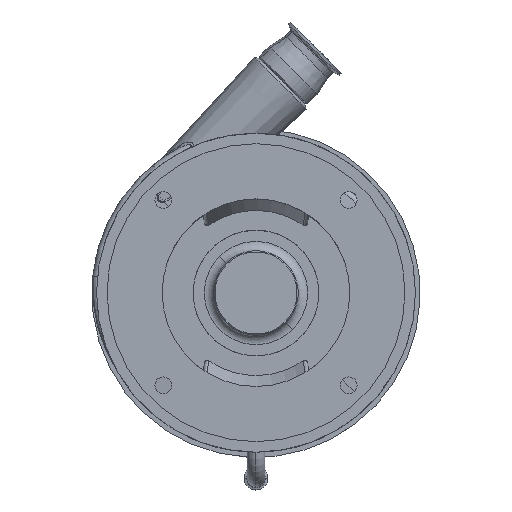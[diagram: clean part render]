
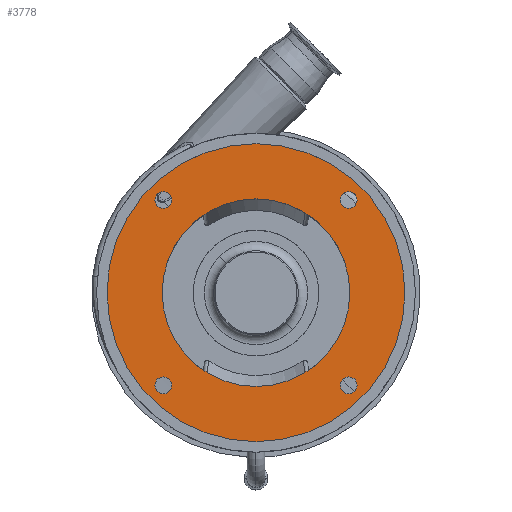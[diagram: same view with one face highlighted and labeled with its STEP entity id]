
A CAD part, top view. The second image highlights one B-rep face of the part: STEP entity #3778.
In plain terms, the highlighted planar face has unit normal (0, 0, 1).
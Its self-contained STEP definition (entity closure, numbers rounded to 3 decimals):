
#74 = EDGE_CURVE ( 'NONE', #8782, #7844, #10730, .T. ) ;
#306 = DIRECTION ( 'NONE',  ( 0., 0., -1. ) ) ;
#633 = FACE_BOUND ( 'NONE', #8702, .T. ) ;
#741 = CARTESIAN_POINT ( 'NONE',  ( -107.783, 98.783, 254.5 ) ) ;
#812 = EDGE_LOOP ( 'NONE', ( #1959, #15155 ) ) ;
#864 = ORIENTED_EDGE ( 'NONE', *, *, #15187, .T. ) ;
#997 = DIRECTION ( 'NONE',  ( 0., 0., -1. ) ) ;
#1086 = DIRECTION ( 'NONE',  ( 0., 0., -1. ) ) ;
#1094 = EDGE_CURVE ( 'NONE', #7844, #8782, #4544, .T. ) ;
#1523 = CARTESIAN_POINT ( 'NONE',  ( 158.8, 0., 254.5 ) ) ;
#1602 = EDGE_LOOP ( 'NONE', ( #12747, #11874 ) ) ;
#1608 = CARTESIAN_POINT ( 'NONE',  ( -89.783, -98.783, 254.5 ) ) ;
#1611 = CIRCLE ( 'NONE', #10687, 9. ) ;
#1625 = DIRECTION ( 'NONE',  ( 1., 0., 0. ) ) ;
#1959 = ORIENTED_EDGE ( 'NONE', *, *, #15635, .T. ) ;
#1967 = EDGE_CURVE ( 'NONE', #9031, #6644, #3292, .T. ) ;
#2045 = EDGE_CURVE ( 'NONE', #6644, #9031, #6640, .T. ) ;
#2057 = EDGE_CURVE ( 'NONE', #6492, #13005, #15222, .T. ) ;
#2201 = FACE_BOUND ( 'NONE', #6972, .T. ) ;
#2326 = EDGE_LOOP ( 'NONE', ( #15703, #9571 ) ) ;
#2433 = CARTESIAN_POINT ( 'NONE',  ( 100., 0., 254.5 ) ) ;
#2605 = DIRECTION ( 'NONE',  ( 0., 0., -1. ) ) ;
#3292 = CIRCLE ( 'NONE', #14692, 100. ) ;
#3624 = CARTESIAN_POINT ( 'NONE',  ( 98.783, 98.783, 254.5 ) ) ;
#3727 = DIRECTION ( 'NONE',  ( 0., 0., -1. ) ) ;
#3736 = EDGE_CURVE ( 'NONE', #15936, #13250, #1611, .T. ) ;
#3744 = ORIENTED_EDGE ( 'NONE', *, *, #1094, .T. ) ;
#3778 = ADVANCED_FACE ( 'NONE', ( #2201, #633, #5925, #11954, #6992, #13157 ), #11876, .T. ) ;
#4155 = CIRCLE ( 'NONE', #14282, 9. ) ;
#4223 = AXIS2_PLACEMENT_3D ( 'NONE', #3624, #1086, #4833 ) ;
#4527 = AXIS2_PLACEMENT_3D ( 'NONE', #15394, #6609, #7706 ) ;
#4544 = CIRCLE ( 'NONE', #11839, 9. ) ;
#4650 = CARTESIAN_POINT ( 'NONE',  ( 0., 0., 254.5 ) ) ;
#4697 = EDGE_CURVE ( 'NONE', #9114, #7003, #5788, .T. ) ;
#4833 = DIRECTION ( 'NONE',  ( 1., 0., 0. ) ) ;
#5269 = DIRECTION ( 'NONE',  ( 1., 0., 0. ) ) ;
#5324 = CIRCLE ( 'NONE', #4527, 9. ) ;
#5610 = DIRECTION ( 'NONE',  ( 0., 0., 1. ) ) ;
#5788 = CIRCLE ( 'NONE', #4223, 9. ) ;
#5803 = VERTEX_POINT ( 'NONE', #1608 ) ;
#5857 = ORIENTED_EDGE ( 'NONE', *, *, #4697, .T. ) ;
#5925 = FACE_OUTER_BOUND ( 'NONE', #2326, .T. ) ;
#5961 = DIRECTION ( 'NONE',  ( 1., 0., 0. ) ) ;
#6366 = EDGE_CURVE ( 'NONE', #7003, #9114, #8061, .T. ) ;
#6492 = VERTEX_POINT ( 'NONE', #1523 ) ;
#6584 = CARTESIAN_POINT ( 'NONE',  ( 107.783, -98.783, 254.5 ) ) ;
#6609 = DIRECTION ( 'NONE',  ( 0., 0., -1. ) ) ;
#6640 = CIRCLE ( 'NONE', #8999, 100. ) ;
#6644 = VERTEX_POINT ( 'NONE', #8521 ) ;
#6818 = AXIS2_PLACEMENT_3D ( 'NONE', #10883, #5610, #10720 ) ;
#6860 = DIRECTION ( 'NONE',  ( 0., 0., -1. ) ) ;
#6972 = EDGE_LOOP ( 'NONE', ( #7478, #864 ) ) ;
#6992 = FACE_BOUND ( 'NONE', #812, .T. ) ;
#7003 = VERTEX_POINT ( 'NONE', #12999 ) ;
#7026 = CARTESIAN_POINT ( 'NONE',  ( -98.783, -98.783, 254.5 ) ) ;
#7478 = ORIENTED_EDGE ( 'NONE', *, *, #3736, .T. ) ;
#7706 = DIRECTION ( 'NONE',  ( 1., 0., 0. ) ) ;
#7844 = VERTEX_POINT ( 'NONE', #12672 ) ;
#7947 = CARTESIAN_POINT ( 'NONE',  ( -107.783, -98.783, 254.5 ) ) ;
#8061 = CIRCLE ( 'NONE', #15846, 9. ) ;
#8102 = CARTESIAN_POINT ( 'NONE',  ( 98.783, -98.783, 254.5 ) ) ;
#8193 = CARTESIAN_POINT ( 'NONE',  ( 0., 0., 254.5 ) ) ;
#8416 = DIRECTION ( 'NONE',  ( 0., 0., -1. ) ) ;
#8521 = CARTESIAN_POINT ( 'NONE',  ( -100., 0., 254.5 ) ) ;
#8609 = CARTESIAN_POINT ( 'NONE',  ( 98.783, 98.783, 254.5 ) ) ;
#8702 = EDGE_LOOP ( 'NONE', ( #15218, #3744 ) ) ;
#8782 = VERTEX_POINT ( 'NONE', #6584 ) ;
#8999 = AXIS2_PLACEMENT_3D ( 'NONE', #14562, #997, #15044 ) ;
#9031 = VERTEX_POINT ( 'NONE', #2433 ) ;
#9114 = VERTEX_POINT ( 'NONE', #10016 ) ;
#9233 = DIRECTION ( 'NONE',  ( 1., 0., 0. ) ) ;
#9382 = CARTESIAN_POINT ( 'NONE',  ( -89.783, 98.783, 254.5 ) ) ;
#9483 = AXIS2_PLACEMENT_3D ( 'NONE', #14693, #3727, #13530 ) ;
#9571 = ORIENTED_EDGE ( 'NONE', *, *, #10334, .T. ) ;
#9612 = DIRECTION ( 'NONE',  ( 0., 0., -1. ) ) ;
#9613 = EDGE_LOOP ( 'NONE', ( #10581, #5857 ) ) ;
#9950 = AXIS2_PLACEMENT_3D ( 'NONE', #8193, #11746, #11989 ) ;
#10016 = CARTESIAN_POINT ( 'NONE',  ( 89.783, 98.783, 254.5 ) ) ;
#10251 = CIRCLE ( 'NONE', #9483, 9. ) ;
#10334 = EDGE_CURVE ( 'NONE', #13005, #6492, #13831, .T. ) ;
#10581 = ORIENTED_EDGE ( 'NONE', *, *, #6366, .T. ) ;
#10687 = AXIS2_PLACEMENT_3D ( 'NONE', #12751, #306, #1625 ) ;
#10720 = DIRECTION ( 'NONE',  ( 1., 0., 0. ) ) ;
#10730 = CIRCLE ( 'NONE', #12798, 9. ) ;
#10883 = CARTESIAN_POINT ( 'NONE',  ( 0., 0., 254.5 ) ) ;
#11746 = DIRECTION ( 'NONE',  ( 0., 0., 1. ) ) ;
#11839 = AXIS2_PLACEMENT_3D ( 'NONE', #15185, #2605, #5269 ) ;
#11874 = ORIENTED_EDGE ( 'NONE', *, *, #1967, .T. ) ;
#11876 = PLANE ( 'NONE',  #6818 ) ;
#11954 = FACE_BOUND ( 'NONE', #1602, .T. ) ;
#11989 = DIRECTION ( 'NONE',  ( 1., 0., 0. ) ) ;
#12033 = DIRECTION ( 'NONE',  ( 1., 0., 0. ) ) ;
#12062 = DIRECTION ( 'NONE',  ( 1., 0., 0. ) ) ;
#12194 = DIRECTION ( 'NONE',  ( 0., 0., -1. ) ) ;
#12672 = CARTESIAN_POINT ( 'NONE',  ( 89.783, -98.783, 254.5 ) ) ;
#12747 = ORIENTED_EDGE ( 'NONE', *, *, #2045, .T. ) ;
#12751 = CARTESIAN_POINT ( 'NONE',  ( -98.783, 98.783, 254.5 ) ) ;
#12755 = EDGE_CURVE ( 'NONE', #15189, #5803, #4155, .T. ) ;
#12798 = AXIS2_PLACEMENT_3D ( 'NONE', #8102, #6860, #9233 ) ;
#12940 = CARTESIAN_POINT ( 'NONE',  ( -158.8, 0., 254.5 ) ) ;
#12999 = CARTESIAN_POINT ( 'NONE',  ( 107.783, 98.783, 254.5 ) ) ;
#13005 = VERTEX_POINT ( 'NONE', #12940 ) ;
#13157 = FACE_BOUND ( 'NONE', #9613, .T. ) ;
#13250 = VERTEX_POINT ( 'NONE', #741 ) ;
#13530 = DIRECTION ( 'NONE',  ( 1., 0., 0. ) ) ;
#13831 = CIRCLE ( 'NONE', #9950, 158.8 ) ;
#14282 = AXIS2_PLACEMENT_3D ( 'NONE', #7026, #9612, #14560 ) ;
#14560 = DIRECTION ( 'NONE',  ( 1., 0., 0. ) ) ;
#14562 = CARTESIAN_POINT ( 'NONE',  ( 0., 0., 254.5 ) ) ;
#14692 = AXIS2_PLACEMENT_3D ( 'NONE', #4650, #8416, #12062 ) ;
#14693 = CARTESIAN_POINT ( 'NONE',  ( -98.783, -98.783, 254.5 ) ) ;
#15044 = DIRECTION ( 'NONE',  ( 1., 0., 0. ) ) ;
#15124 = DIRECTION ( 'NONE',  ( 0., 0., 1. ) ) ;
#15155 = ORIENTED_EDGE ( 'NONE', *, *, #12755, .T. ) ;
#15185 = CARTESIAN_POINT ( 'NONE',  ( 98.783, -98.783, 254.5 ) ) ;
#15187 = EDGE_CURVE ( 'NONE', #13250, #15936, #5324, .T. ) ;
#15189 = VERTEX_POINT ( 'NONE', #7947 ) ;
#15218 = ORIENTED_EDGE ( 'NONE', *, *, #74, .T. ) ;
#15222 = CIRCLE ( 'NONE', #15750, 158.8 ) ;
#15394 = CARTESIAN_POINT ( 'NONE',  ( -98.783, 98.783, 254.5 ) ) ;
#15635 = EDGE_CURVE ( 'NONE', #5803, #15189, #10251, .T. ) ;
#15703 = ORIENTED_EDGE ( 'NONE', *, *, #2057, .T. ) ;
#15750 = AXIS2_PLACEMENT_3D ( 'NONE', #15813, #15124, #5961 ) ;
#15813 = CARTESIAN_POINT ( 'NONE',  ( 0., 0., 254.5 ) ) ;
#15846 = AXIS2_PLACEMENT_3D ( 'NONE', #8609, #12194, #12033 ) ;
#15936 = VERTEX_POINT ( 'NONE', #9382 ) ;
